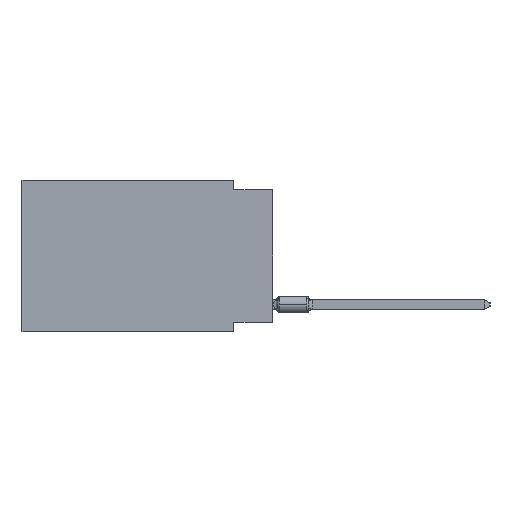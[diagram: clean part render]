
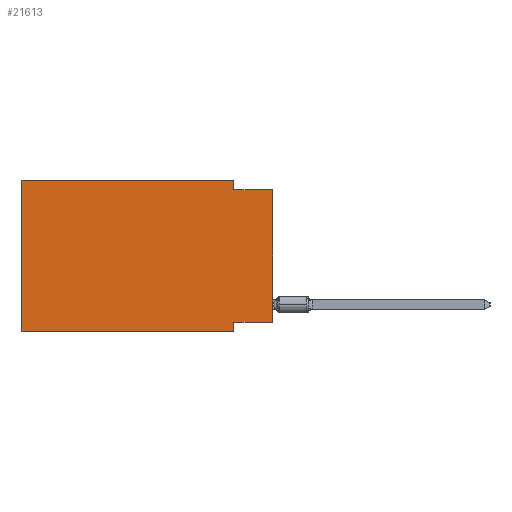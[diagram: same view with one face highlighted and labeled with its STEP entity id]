
A CAD part, left-side view. The second image highlights one B-rep face of the part: STEP entity #21613.
In plain terms, the highlighted planar face has unit normal (-1, 0, 0).
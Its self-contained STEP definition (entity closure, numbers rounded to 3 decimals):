
#4 = EDGE_CURVE ( 'NONE', #10378, #31344, #29416, .T. ) ;
#6 = EDGE_CURVE ( 'NONE', #21666, #10378, #7691, .T. ) ;
#684 = DIRECTION ( 'NONE',  ( 0., 1., 0. ) ) ;
#1044 = VERTEX_POINT ( 'NONE', #25959 ) ;
#1998 = CARTESIAN_POINT ( 'NONE',  ( 0., 16.383, 0. ) ) ;
#2083 = CARTESIAN_POINT ( 'NONE',  ( 0., 2.54, -9.271 ) ) ;
#2555 = VERTEX_POINT ( 'NONE', #19028 ) ;
#2922 = VECTOR ( 'NONE', #15861, 1000. ) ;
#3032 = VECTOR ( 'NONE', #13395, 1000. ) ;
#4433 = CARTESIAN_POINT ( 'NONE',  ( 0., 2.54, -9.906 ) ) ;
#4715 = LINE ( 'NONE', #5928, #2922 ) ;
#4970 = DIRECTION ( 'NONE',  ( 0., 0., -1. ) ) ;
#5705 = ORIENTED_EDGE ( 'NONE', *, *, #25426, .F. ) ;
#5928 = CARTESIAN_POINT ( 'NONE',  ( 0., 16.383, 0. ) ) ;
#7124 = VECTOR ( 'NONE', #684, 1000. ) ;
#7485 = LINE ( 'NONE', #21366, #19376 ) ;
#7691 = LINE ( 'NONE', #10415, #7124 ) ;
#8613 = FACE_OUTER_BOUND ( 'NONE', #23714, .T. ) ;
#10297 = LINE ( 'NONE', #21973, #3032 ) ;
#10378 = VERTEX_POINT ( 'NONE', #2083 ) ;
#10415 = CARTESIAN_POINT ( 'NONE',  ( 0., 0., -9.271 ) ) ;
#10521 = EDGE_CURVE ( 'NONE', #1044, #2555, #31410, .T. ) ;
#10919 = ORIENTED_EDGE ( 'NONE', *, *, #4, .F. ) ;
#10988 = AXIS2_PLACEMENT_3D ( 'NONE', #19755, #30870, #17021 ) ;
#11049 = CARTESIAN_POINT ( 'NONE',  ( 0., 2.54, 0. ) ) ;
#11367 = CARTESIAN_POINT ( 'NONE',  ( 0., 0., -9.271 ) ) ;
#12969 = CARTESIAN_POINT ( 'NONE',  ( 0., 0., 0. ) ) ;
#13395 = DIRECTION ( 'NONE',  ( 0., 0., -1. ) ) ;
#14280 = DIRECTION ( 'NONE',  ( 0., -1., 0. ) ) ;
#14291 = DIRECTION ( 'NONE',  ( 0., 0., 1. ) ) ;
#15198 = VERTEX_POINT ( 'NONE', #1998 ) ;
#15809 = CARTESIAN_POINT ( 'NONE',  ( 0., 16.383, -9.906 ) ) ;
#15861 = DIRECTION ( 'NONE',  ( 0., -1., 0. ) ) ;
#17021 = DIRECTION ( 'NONE',  ( 0., 0., -1. ) ) ;
#18283 = DIRECTION ( 'NONE',  ( 0., -1., 0. ) ) ;
#19028 = CARTESIAN_POINT ( 'NONE',  ( 0., 0., -0.635 ) ) ;
#19047 = PLANE ( 'NONE',  #10988 ) ;
#19058 = ORIENTED_EDGE ( 'NONE', *, *, #10521, .F. ) ;
#19167 = ORIENTED_EDGE ( 'NONE', *, *, #23869, .F. ) ;
#19376 = VECTOR ( 'NONE', #18283, 1000. ) ;
#19755 = CARTESIAN_POINT ( 'NONE',  ( 0., 16.383, 0. ) ) ;
#19848 = VERTEX_POINT ( 'NONE', #15809 ) ;
#20985 = ORIENTED_EDGE ( 'NONE', *, *, #6, .F. ) ;
#21366 = CARTESIAN_POINT ( 'NONE',  ( 0., 16.383, -9.906 ) ) ;
#21613 = ADVANCED_FACE ( 'NONE', ( #8613 ), #19047, .F. ) ;
#21666 = VERTEX_POINT ( 'NONE', #11367 ) ;
#21973 = CARTESIAN_POINT ( 'NONE',  ( 0., 2.54, 0. ) ) ;
#22333 = CARTESIAN_POINT ( 'NONE',  ( 0., 16.383, 0. ) ) ;
#22343 = VECTOR ( 'NONE', #24094, 1000. ) ;
#23481 = VERTEX_POINT ( 'NONE', #11049 ) ;
#23714 = EDGE_LOOP ( 'NONE', ( #26139, #19058, #5705, #27900, #19167, #29173, #10919, #20985 ) ) ;
#23869 = EDGE_CURVE ( 'NONE', #19848, #15198, #33604, .T. ) ;
#24094 = DIRECTION ( 'NONE',  ( 0., 0., 1. ) ) ;
#24583 = VECTOR ( 'NONE', #4970, 1000. ) ;
#25426 = EDGE_CURVE ( 'NONE', #23481, #1044, #10297, .T. ) ;
#25959 = CARTESIAN_POINT ( 'NONE',  ( 0., 2.54, -0.635 ) ) ;
#26139 = ORIENTED_EDGE ( 'NONE', *, *, #36084, .T. ) ;
#27546 = VECTOR ( 'NONE', #14280, 1000. ) ;
#27900 = ORIENTED_EDGE ( 'NONE', *, *, #28286, .F. ) ;
#28139 = CARTESIAN_POINT ( 'NONE',  ( 0., 0., -0.635 ) ) ;
#28286 = EDGE_CURVE ( 'NONE', #15198, #23481, #4715, .T. ) ;
#29173 = ORIENTED_EDGE ( 'NONE', *, *, #32403, .T. ) ;
#29416 = LINE ( 'NONE', #4433, #24583 ) ;
#30307 = VECTOR ( 'NONE', #14291, 1000. ) ;
#30870 = DIRECTION ( 'NONE',  ( 1., 0., 0. ) ) ;
#31344 = VERTEX_POINT ( 'NONE', #35225 ) ;
#31410 = LINE ( 'NONE', #28139, #27546 ) ;
#32287 = LINE ( 'NONE', #12969, #22343 ) ;
#32403 = EDGE_CURVE ( 'NONE', #19848, #31344, #7485, .T. ) ;
#33604 = LINE ( 'NONE', #22333, #30307 ) ;
#35225 = CARTESIAN_POINT ( 'NONE',  ( 0., 2.54, -9.906 ) ) ;
#36084 = EDGE_CURVE ( 'NONE', #21666, #2555, #32287, .T. ) ;
